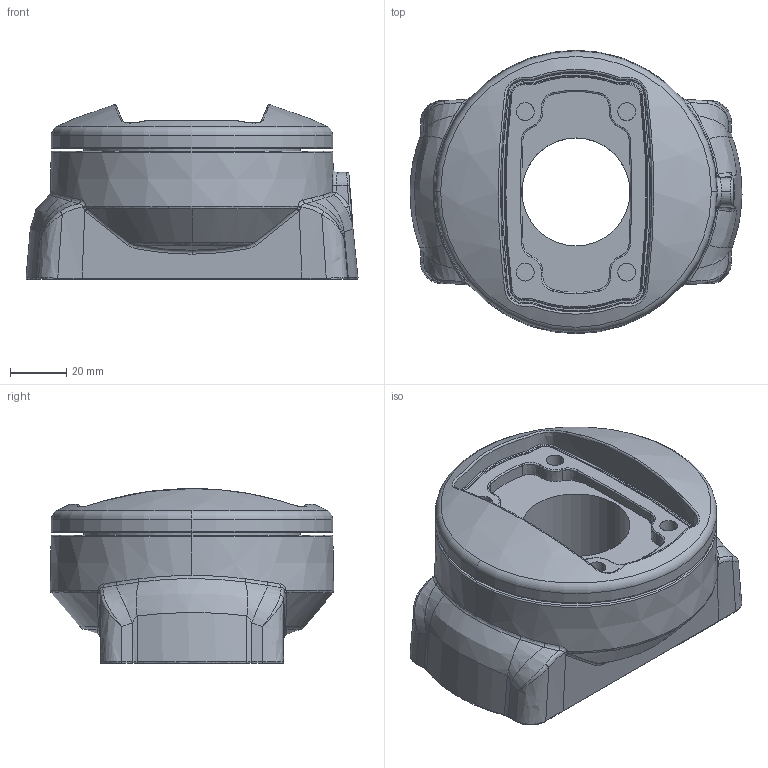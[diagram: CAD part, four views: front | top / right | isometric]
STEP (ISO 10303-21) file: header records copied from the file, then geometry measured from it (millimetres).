
FILE_DESCRIPTION (( 'STEP AP203' ), '1' );
FILE_NAME ('TK060.830.STEP', '2016-05-06T06:09:49', ( '' ), ( '' ), 'SwSTEP 2.0', 'SolidWorks 2013', '' );
FILE_SCHEMA (( 'CONFIG_CONTROL_DESIGN' ));
Products named in the file (1): TK060.830
Bounding box: 117.89 x 100.68 x 62.09 mm (x, y, z)
Volume: 332106.6 mm3; surface area: 58336.5 mm2
Topology: 1 solids, 10 shells, 862 faces, 2052 edges, 1204 vertices
Faces by surface type: bspline 399, torus 152, cylinder 108, plane 105, cone 85, sphere 13
Entity records: 43913 total; most frequent: CARTESIAN_POINT 27183, ORIENTED_EDGE 4060, DIRECTION 2718, EDGE_CURVE 2030, VERTEX_POINT 1204, AXIS2_PLACEMENT_3D 1203, B_SPLINE_CURVE_WITH_KNOTS 947, EDGE_LOOP 880
